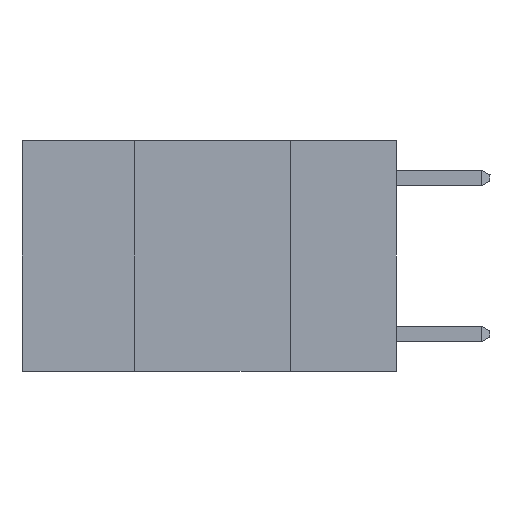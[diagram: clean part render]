
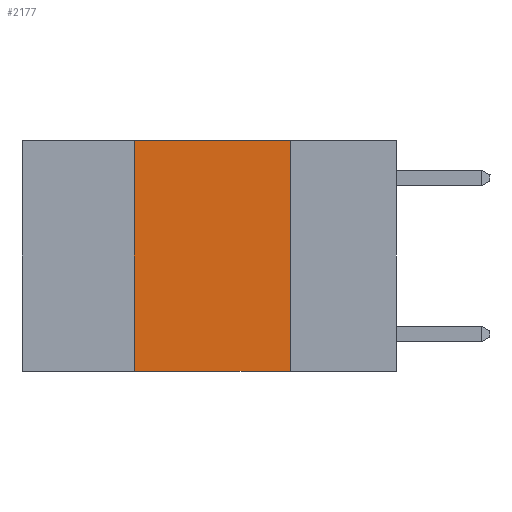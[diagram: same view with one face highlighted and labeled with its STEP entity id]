
A CAD part, left-side view. The second image highlights one B-rep face of the part: STEP entity #2177.
In plain terms, the highlighted planar face has unit normal (-1, 0, 0).
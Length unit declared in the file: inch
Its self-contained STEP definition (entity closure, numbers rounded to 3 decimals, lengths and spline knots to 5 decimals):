
#137 = VECTOR ( 'NONE', #4561, 39.37008 ) ;
#171 = VERTEX_POINT ( 'NONE', #5978 ) ;
#1795 = EDGE_CURVE ( 'NONE', #1840, #17356, #12412, .T. ) ;
#1840 = VERTEX_POINT ( 'NONE', #12849 ) ;
#2177 = ADVANCED_FACE ( 'NONE', ( #13023 ), #19728, .F. ) ;
#2479 = CARTESIAN_POINT ( 'NONE',  ( 0., 0.42, 0. ) ) ;
#2529 = VECTOR ( 'NONE', #9190, 39.37008 ) ;
#2582 = LINE ( 'NONE', #21291, #137 ) ;
#2868 = ORIENTED_EDGE ( 'NONE', *, *, #21274, .F. ) ;
#3107 = CARTESIAN_POINT ( 'NONE',  ( 0., 0.6, 0. ) ) ;
#3211 = DIRECTION ( 'NONE',  ( 1., 0., 0. ) ) ;
#4561 = DIRECTION ( 'NONE',  ( 0., -1., 0. ) ) ;
#5259 = EDGE_CURVE ( 'NONE', #17356, #171, #10933, .T. ) ;
#5479 = EDGE_CURVE ( 'NONE', #1840, #9478, #2582, .T. ) ;
#5978 = CARTESIAN_POINT ( 'NONE',  ( 0., 0.17, 0. ) ) ;
#6238 = ORIENTED_EDGE ( 'NONE', *, *, #5479, .T. ) ;
#7068 = ORIENTED_EDGE ( 'NONE', *, *, #5259, .F. ) ;
#7837 = DIRECTION ( 'NONE',  ( 0., 0., -1. ) ) ;
#9190 = DIRECTION ( 'NONE',  ( 0., 0., 1. ) ) ;
#9478 = VERTEX_POINT ( 'NONE', #17748 ) ;
#10683 = AXIS2_PLACEMENT_3D ( 'NONE', #3107, #3211, #18193 ) ;
#10758 = VECTOR ( 'NONE', #18975, 39.37008 ) ;
#10933 = LINE ( 'NONE', #20842, #10758 ) ;
#12173 = VECTOR ( 'NONE', #7837, 39.37008 ) ;
#12412 = LINE ( 'NONE', #2479, #2529 ) ;
#12849 = CARTESIAN_POINT ( 'NONE',  ( 0., 0.42, -0.37 ) ) ;
#13023 = FACE_OUTER_BOUND ( 'NONE', #20915, .T. ) ;
#16871 = CARTESIAN_POINT ( 'NONE',  ( 0., 0.42, 0. ) ) ;
#17356 = VERTEX_POINT ( 'NONE', #16871 ) ;
#17557 = LINE ( 'NONE', #17871, #12173 ) ;
#17748 = CARTESIAN_POINT ( 'NONE',  ( 0., 0.17, -0.37 ) ) ;
#17861 = ORIENTED_EDGE ( 'NONE', *, *, #1795, .F. ) ;
#17871 = CARTESIAN_POINT ( 'NONE',  ( 0., 0.17, 0. ) ) ;
#18193 = DIRECTION ( 'NONE',  ( 0., 0., -1. ) ) ;
#18975 = DIRECTION ( 'NONE',  ( 0., -1., 0. ) ) ;
#19728 = PLANE ( 'NONE',  #10683 ) ;
#20842 = CARTESIAN_POINT ( 'NONE',  ( 0., 0.6, 0. ) ) ;
#20915 = EDGE_LOOP ( 'NONE', ( #2868, #7068, #17861, #6238 ) ) ;
#21274 = EDGE_CURVE ( 'NONE', #171, #9478, #17557, .T. ) ;
#21291 = CARTESIAN_POINT ( 'NONE',  ( 0., 0.6, -0.37 ) ) ;
